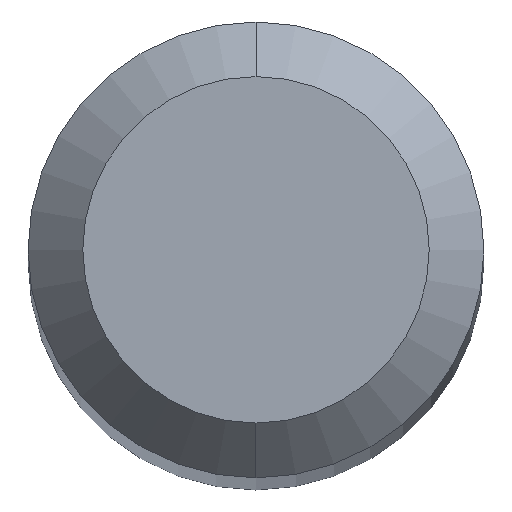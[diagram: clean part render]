
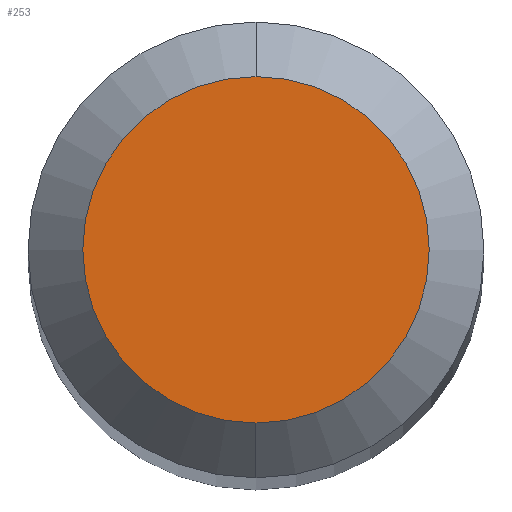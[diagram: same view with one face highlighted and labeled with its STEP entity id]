
A CAD part, top view. The second image highlights one B-rep face of the part: STEP entity #253.
In plain terms, the highlighted planar face has unit normal (0, 0, 1).
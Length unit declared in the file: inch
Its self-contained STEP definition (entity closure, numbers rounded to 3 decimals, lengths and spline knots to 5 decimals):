
#11 = DIRECTION ( 'NONE',  ( 0., 1., 0. ) ) ;
#29 = VERTEX_POINT ( 'NONE', #45 ) ;
#45 = CARTESIAN_POINT ( 'NONE',  ( 0., 0.0475, 0. ) ) ;
#51 = AXIS2_PLACEMENT_3D ( 'NONE', #102, #329, #11 ) ;
#57 = ORIENTED_EDGE ( 'NONE', *, *, #296, .T. ) ;
#75 = DIRECTION ( 'NONE',  ( 0., -1., 0. ) ) ;
#89 = DIRECTION ( 'NONE',  ( 0., -1., 0. ) ) ;
#102 = CARTESIAN_POINT ( 'NONE',  ( 0., 0.0475, 0. ) ) ;
#122 = AXIS2_PLACEMENT_3D ( 'NONE', #335, #455, #75 ) ;
#132 = DIRECTION ( 'NONE',  ( 0., 0., 1. ) ) ;
#137 = EDGE_LOOP ( 'NONE', ( #57, #369 ) ) ;
#141 = CIRCLE ( 'NONE', #122, 0.0475 ) ;
#146 = PLANE ( 'NONE',  #51 ) ;
#253 = ADVANCED_FACE ( 'NONE', ( #488 ), #146, .F. ) ;
#296 = EDGE_CURVE ( 'NONE', #29, #464, #486, .T. ) ;
#329 = DIRECTION ( 'NONE',  ( 0., 0., -1. ) ) ;
#335 = CARTESIAN_POINT ( 'NONE',  ( 0., 0., 0. ) ) ;
#369 = ORIENTED_EDGE ( 'NONE', *, *, #448, .T. ) ;
#439 = CARTESIAN_POINT ( 'NONE',  ( 0., 0., 0. ) ) ;
#448 = EDGE_CURVE ( 'NONE', #464, #29, #141, .T. ) ;
#453 = CARTESIAN_POINT ( 'NONE',  ( 0., -0.0475, 0. ) ) ;
#454 = AXIS2_PLACEMENT_3D ( 'NONE', #439, #132, #89 ) ;
#455 = DIRECTION ( 'NONE',  ( 0., 0., 1. ) ) ;
#464 = VERTEX_POINT ( 'NONE', #453 ) ;
#486 = CIRCLE ( 'NONE', #454, 0.0475 ) ;
#488 = FACE_OUTER_BOUND ( 'NONE', #137, .T. ) ;
